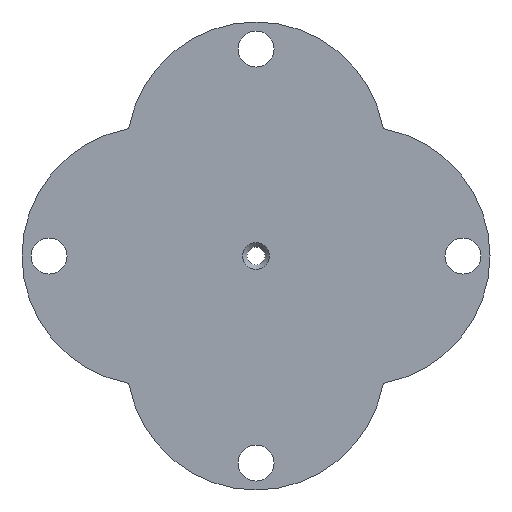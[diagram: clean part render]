
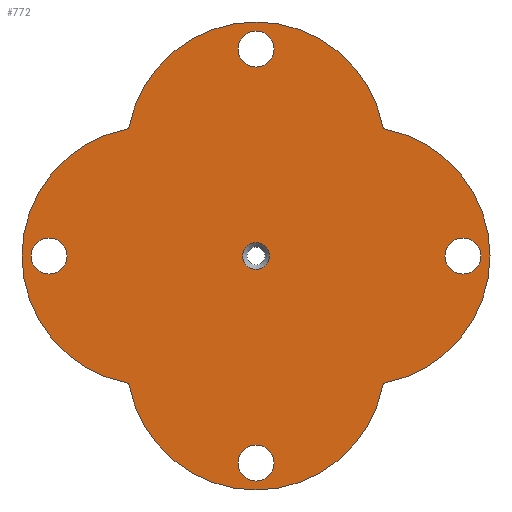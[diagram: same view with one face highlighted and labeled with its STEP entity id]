
A CAD part, left-side view. The second image highlights one B-rep face of the part: STEP entity #772.
In plain terms, the highlighted planar face has unit normal (-1, 0, 0).
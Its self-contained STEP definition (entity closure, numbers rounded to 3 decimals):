
#4 = ORIENTED_EDGE ( 'NONE', *, *, #438, .T. ) ;
#10 = AXIS2_PLACEMENT_3D ( 'NONE', #242, #95, #831 ) ;
#11 = PLANE ( 'NONE',  #840 ) ;
#12 = AXIS2_PLACEMENT_3D ( 'NONE', #820, #615, #214 ) ;
#15 = CARTESIAN_POINT ( 'NONE',  ( -0.75, 0., 0. ) ) ;
#18 = ORIENTED_EDGE ( 'NONE', *, *, #718, .T. ) ;
#22 = EDGE_CURVE ( 'NONE', #254, #842, #693, .T. ) ;
#25 = CIRCLE ( 'NONE', #767, 14.362 ) ;
#28 = CIRCLE ( 'NONE', #513, 2. ) ;
#41 = DIRECTION ( 'NONE',  ( 0., 0., -1. ) ) ;
#60 = EDGE_CURVE ( 'NONE', #96, #383, #25, .T. ) ;
#64 = DIRECTION ( 'NONE',  ( 0., 0., -1. ) ) ;
#80 = DIRECTION ( 'NONE',  ( 1., 0., 0. ) ) ;
#81 = DIRECTION ( 'NONE',  ( 1., 0., 0. ) ) ;
#86 = CARTESIAN_POINT ( 'NONE',  ( -0.75, 23., 2. ) ) ;
#95 = DIRECTION ( 'NONE',  ( 1., 0., 0. ) ) ;
#96 = VERTEX_POINT ( 'NONE', #238 ) ;
#113 = DIRECTION ( 'NONE',  ( 1., 0., 0. ) ) ;
#115 = CARTESIAN_POINT ( 'NONE',  ( -0.75, 0., -23. ) ) ;
#120 = AXIS2_PLACEMENT_3D ( 'NONE', #426, #182, #64 ) ;
#121 = ORIENTED_EDGE ( 'NONE', *, *, #161, .T. ) ;
#123 = CARTESIAN_POINT ( 'NONE',  ( -0.75, 0., 11.638 ) ) ;
#140 = ORIENTED_EDGE ( 'NONE', *, *, #493, .F. ) ;
#148 = AXIS2_PLACEMENT_3D ( 'NONE', #173, #587, #41 ) ;
#158 = DIRECTION ( 'NONE',  ( 0., 0., -1. ) ) ;
#160 = DIRECTION ( 'NONE',  ( 0., 0., -1. ) ) ;
#161 = EDGE_CURVE ( 'NONE', #402, #310, #363, .T. ) ;
#170 = DIRECTION ( 'NONE',  ( 0., 0., -1. ) ) ;
#173 = CARTESIAN_POINT ( 'NONE',  ( -0.75, 23., 0. ) ) ;
#182 = DIRECTION ( 'NONE',  ( 1., 0., 0. ) ) ;
#183 = CARTESIAN_POINT ( 'NONE',  ( -0.75, 0., 23. ) ) ;
#184 = ORIENTED_EDGE ( 'NONE', *, *, #618, .F. ) ;
#189 = CARTESIAN_POINT ( 'NONE',  ( -0.75, 0., 25. ) ) ;
#190 = CIRCLE ( 'NONE', #753, 2. ) ;
#199 = DIRECTION ( 'NONE',  ( 0., 0., -1. ) ) ;
#201 = CARTESIAN_POINT ( 'NONE',  ( -0.75, -14.142, -14.142 ) ) ;
#202 = EDGE_CURVE ( 'NONE', #816, #524, #639, .T. ) ;
#209 = CARTESIAN_POINT ( 'NONE',  ( -0.75, 0., 21. ) ) ;
#211 = EDGE_CURVE ( 'NONE', #842, #254, #28, .T. ) ;
#214 = DIRECTION ( 'NONE',  ( 0., 0., -1. ) ) ;
#219 = EDGE_LOOP ( 'NONE', ( #350, #121 ) ) ;
#220 = FACE_BOUND ( 'NONE', #219, .T. ) ;
#221 = AXIS2_PLACEMENT_3D ( 'NONE', #123, #113, #399 ) ;
#222 = CARTESIAN_POINT ( 'NONE',  ( -0.75, 23., 0. ) ) ;
#223 = CARTESIAN_POINT ( 'NONE',  ( -0.75, 0., 11.638 ) ) ;
#229 = EDGE_LOOP ( 'NONE', ( #498, #624 ) ) ;
#238 = CARTESIAN_POINT ( 'NONE',  ( -0.75, 0., 26. ) ) ;
#242 = CARTESIAN_POINT ( 'NONE',  ( -0.75, 0., 23. ) ) ;
#244 = ORIENTED_EDGE ( 'NONE', *, *, #22, .T. ) ;
#254 = VERTEX_POINT ( 'NONE', #678 ) ;
#257 = EDGE_CURVE ( 'NONE', #310, #402, #190, .T. ) ;
#261 = AXIS2_PLACEMENT_3D ( 'NONE', #484, #80, #559 ) ;
#267 = ORIENTED_EDGE ( 'NONE', *, *, #858, .F. ) ;
#270 = FACE_BOUND ( 'NONE', #411, .T. ) ;
#271 = DIRECTION ( 'NONE',  ( 0., 0., -1. ) ) ;
#290 = CIRCLE ( 'NONE', #335, 14.362 ) ;
#296 = EDGE_LOOP ( 'NONE', ( #442, #314 ) ) ;
#298 = DIRECTION ( 'NONE',  ( 1., 0., 0. ) ) ;
#305 = CIRCLE ( 'NONE', #515, 1.5 ) ;
#310 = VERTEX_POINT ( 'NONE', #86 ) ;
#314 = ORIENTED_EDGE ( 'NONE', *, *, #202, .T. ) ;
#327 = CARTESIAN_POINT ( 'NONE',  ( -0.75, -23., 0. ) ) ;
#335 = AXIS2_PLACEMENT_3D ( 'NONE', #504, #499, #170 ) ;
#336 = AXIS2_PLACEMENT_3D ( 'NONE', #516, #857, #862 ) ;
#341 = VERTEX_POINT ( 'NONE', #201 ) ;
#346 = CARTESIAN_POINT ( 'NONE',  ( -0.75, -5.819, -5.819 ) ) ;
#350 = ORIENTED_EDGE ( 'NONE', *, *, #257, .T. ) ;
#363 = CIRCLE ( 'NONE', #148, 2. ) ;
#366 = CARTESIAN_POINT ( 'NONE',  ( -0.75, 23., -2. ) ) ;
#369 = VERTEX_POINT ( 'NONE', #486 ) ;
#376 = CIRCLE ( 'NONE', #120, 14.362 ) ;
#377 = CARTESIAN_POINT ( 'NONE',  ( -0.75, 14.142, -14.142 ) ) ;
#383 = VERTEX_POINT ( 'NONE', #741 ) ;
#385 = DIRECTION ( 'NONE',  ( 1., 0., 0. ) ) ;
#390 = AXIS2_PLACEMENT_3D ( 'NONE', #766, #298, #160 ) ;
#399 = DIRECTION ( 'NONE',  ( 0., 0., -1. ) ) ;
#402 = VERTEX_POINT ( 'NONE', #366 ) ;
#405 = CIRCLE ( 'NONE', #12, 14.362 ) ;
#408 = FACE_BOUND ( 'NONE', #229, .T. ) ;
#411 = EDGE_LOOP ( 'NONE', ( #4, #18 ) ) ;
#426 = CARTESIAN_POINT ( 'NONE',  ( -0.75, 11.638, 0. ) ) ;
#438 = EDGE_CURVE ( 'NONE', #456, #641, #768, .T. ) ;
#442 = ORIENTED_EDGE ( 'NONE', *, *, #454, .T. ) ;
#452 = CARTESIAN_POINT ( 'NONE',  ( -0.75, 14.142, 14.142 ) ) ;
#454 = EDGE_CURVE ( 'NONE', #524, #816, #682, .T. ) ;
#455 = DIRECTION ( 'NONE',  ( 1., 0., 0. ) ) ;
#456 = VERTEX_POINT ( 'NONE', #497 ) ;
#463 = CIRCLE ( 'NONE', #740, 2. ) ;
#472 = DIRECTION ( 'NONE',  ( 1., 0., 0. ) ) ;
#478 = FACE_BOUND ( 'NONE', #588, .T. ) ;
#484 = CARTESIAN_POINT ( 'NONE',  ( -0.75, 0., -23. ) ) ;
#486 = CARTESIAN_POINT ( 'NONE',  ( -0.75, -23., 2. ) ) ;
#488 = CIRCLE ( 'NONE', #221, 14.362 ) ;
#493 = EDGE_CURVE ( 'NONE', #341, #503, #290, .T. ) ;
#497 = CARTESIAN_POINT ( 'NONE',  ( -0.75, 0., 1.5 ) ) ;
#498 = ORIENTED_EDGE ( 'NONE', *, *, #643, .T. ) ;
#499 = DIRECTION ( 'NONE',  ( 1., 0., 0. ) ) ;
#501 = ORIENTED_EDGE ( 'NONE', *, *, #211, .T. ) ;
#503 = VERTEX_POINT ( 'NONE', #377 ) ;
#504 = CARTESIAN_POINT ( 'NONE',  ( -0.75, 0., -11.638 ) ) ;
#513 = AXIS2_PLACEMENT_3D ( 'NONE', #115, #385, #651 ) ;
#515 = AXIS2_PLACEMENT_3D ( 'NONE', #15, #472, #669 ) ;
#516 = CARTESIAN_POINT ( 'NONE',  ( -0.75, -23., 0. ) ) ;
#524 = VERTEX_POINT ( 'NONE', #189 ) ;
#529 = CARTESIAN_POINT ( 'NONE',  ( -0.75, -23., -2. ) ) ;
#553 = EDGE_CURVE ( 'NONE', #583, #369, #463, .T. ) ;
#559 = DIRECTION ( 'NONE',  ( 0., 0., -1. ) ) ;
#574 = VERTEX_POINT ( 'NONE', #452 ) ;
#583 = VERTEX_POINT ( 'NONE', #529 ) ;
#587 = DIRECTION ( 'NONE',  ( 1., 0., 0. ) ) ;
#588 = EDGE_LOOP ( 'NONE', ( #501, #244 ) ) ;
#615 = DIRECTION ( 'NONE',  ( 1., 0., 0. ) ) ;
#618 = EDGE_CURVE ( 'NONE', #574, #96, #488, .T. ) ;
#624 = ORIENTED_EDGE ( 'NONE', *, *, #553, .T. ) ;
#636 = ORIENTED_EDGE ( 'NONE', *, *, #830, .F. ) ;
#639 = CIRCLE ( 'NONE', #853, 2. ) ;
#641 = VERTEX_POINT ( 'NONE', #734 ) ;
#643 = EDGE_CURVE ( 'NONE', #369, #583, #709, .T. ) ;
#651 = DIRECTION ( 'NONE',  ( 0., 0., -1. ) ) ;
#669 = DIRECTION ( 'NONE',  ( 0., 0., -1. ) ) ;
#678 = CARTESIAN_POINT ( 'NONE',  ( -0.75, 0., -25. ) ) ;
#682 = CIRCLE ( 'NONE', #10, 2. ) ;
#685 = FACE_OUTER_BOUND ( 'NONE', #833, .T. ) ;
#693 = CIRCLE ( 'NONE', #261, 2. ) ;
#709 = CIRCLE ( 'NONE', #336, 2. ) ;
#718 = EDGE_CURVE ( 'NONE', #641, #456, #305, .T. ) ;
#719 = DIRECTION ( 'NONE',  ( 0., 0., -1. ) ) ;
#728 = DIRECTION ( 'NONE',  ( 0., 0., -1. ) ) ;
#734 = CARTESIAN_POINT ( 'NONE',  ( -0.75, 0., -1.5 ) ) ;
#740 = AXIS2_PLACEMENT_3D ( 'NONE', #327, #800, #728 ) ;
#741 = CARTESIAN_POINT ( 'NONE',  ( -0.75, -14.142, 14.142 ) ) ;
#753 = AXIS2_PLACEMENT_3D ( 'NONE', #222, #818, #271 ) ;
#758 = CARTESIAN_POINT ( 'NONE',  ( -0.75, 0., -21. ) ) ;
#760 = DIRECTION ( 'NONE',  ( 1., 0., 0. ) ) ;
#766 = CARTESIAN_POINT ( 'NONE',  ( -0.75, 0., 0. ) ) ;
#767 = AXIS2_PLACEMENT_3D ( 'NONE', #223, #760, #158 ) ;
#768 = CIRCLE ( 'NONE', #390, 1.5 ) ;
#772 = ADVANCED_FACE ( 'NONE', ( #270, #685, #220, #478, #408, #808 ), #11, .F. ) ;
#800 = DIRECTION ( 'NONE',  ( 1., 0., 0. ) ) ;
#808 = FACE_BOUND ( 'NONE', #296, .T. ) ;
#816 = VERTEX_POINT ( 'NONE', #209 ) ;
#818 = DIRECTION ( 'NONE',  ( 1., 0., 0. ) ) ;
#820 = CARTESIAN_POINT ( 'NONE',  ( -0.75, -11.638, 0. ) ) ;
#830 = EDGE_CURVE ( 'NONE', #383, #341, #405, .T. ) ;
#831 = DIRECTION ( 'NONE',  ( 0., 0., -1. ) ) ;
#833 = EDGE_LOOP ( 'NONE', ( #636, #836, #184, #267, #140 ) ) ;
#836 = ORIENTED_EDGE ( 'NONE', *, *, #60, .F. ) ;
#840 = AXIS2_PLACEMENT_3D ( 'NONE', #346, #81, #199 ) ;
#842 = VERTEX_POINT ( 'NONE', #758 ) ;
#853 = AXIS2_PLACEMENT_3D ( 'NONE', #183, #455, #719 ) ;
#857 = DIRECTION ( 'NONE',  ( 1., 0., 0. ) ) ;
#858 = EDGE_CURVE ( 'NONE', #503, #574, #376, .T. ) ;
#862 = DIRECTION ( 'NONE',  ( 0., 0., -1. ) ) ;
